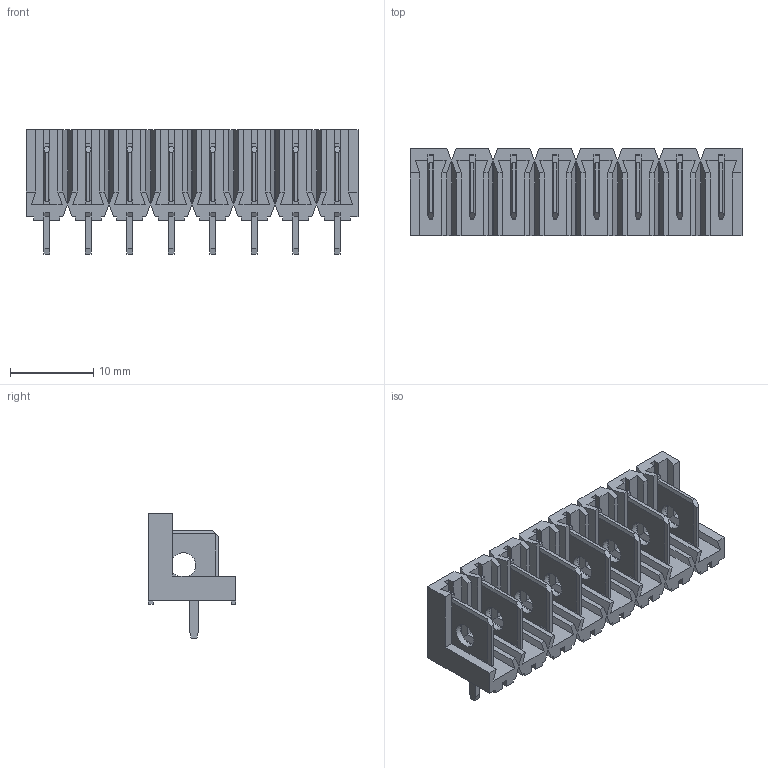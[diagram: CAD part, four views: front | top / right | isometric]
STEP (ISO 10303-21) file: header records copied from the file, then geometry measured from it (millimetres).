
FILE_DESCRIPTION( ( 'Unknown' ), '1' );
FILE_NAME( '691386700008.stp', 'Unknown', ( 'Quentin LAIDEBEUR' ), ( 'WE' ), 'PSStep 15.0.49', 'Sample-box', ' ' );
FILE_SCHEMA( ( 'AUTOMOTIVE_DESIGN { 1 0 10303 214 1 1 1 1 }' ) );
Length unit declared in the file: millimetre
Products named in the file (3): Assem1; 691386700008; 6913867000xx_Pin
Assembly tree (9 placements, depth 2):
  Assem1
    691386700008
    6913867000xx_Pin  x8
Bounding box: 40 x 10.5 x 15 mm (x, y, z)
Volume: 1543.6 mm3; surface area: 4102.7 mm2
Topology: 9 solids, 9 shells, 616 faces, 1722 edges, 1116 vertices
Faces by surface type: plane 608, cylinder 8
Full cylindrical faces by diameter (mm): 3 x8
Entity records: 15214 total; most frequent: CARTESIAN_POINT 2159, ORIENTED_EDGE 2152, DIRECTION 1868, EDGE_CURVE 1076, LINE 1074, VECTOR 1074, VERTEX_POINT 688, AXIS2_PLACEMENT_3D 397
